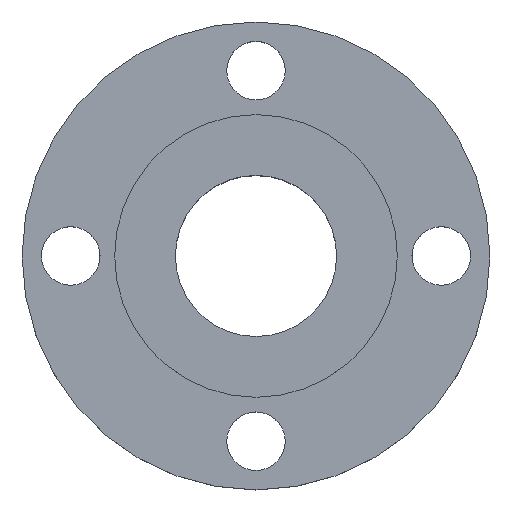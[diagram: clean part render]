
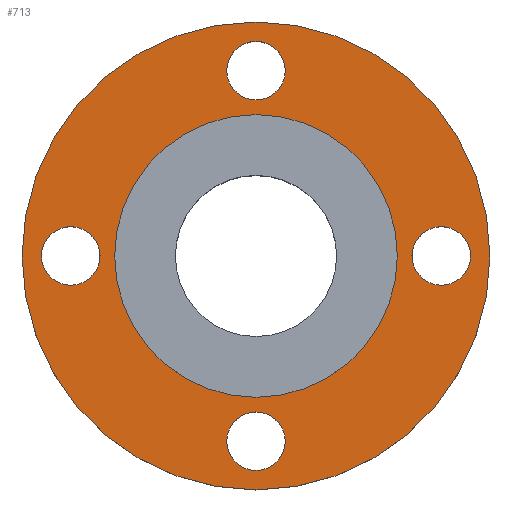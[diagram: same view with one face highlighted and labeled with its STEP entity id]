
A CAD part, top view. The second image highlights one B-rep face of the part: STEP entity #713.
In plain terms, the highlighted planar face has unit normal (0, 0, 1).
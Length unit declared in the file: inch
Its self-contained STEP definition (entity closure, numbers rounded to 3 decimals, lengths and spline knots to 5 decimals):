
#3 = EDGE_CURVE ( 'NONE', #815, #843, #665, .T. ) ;
#4 = FACE_BOUND ( 'NONE', #477, .T. ) ;
#11 = DIRECTION ( 'NONE',  ( -1., 0., 0. ) ) ;
#28 = CIRCLE ( 'NONE', #372, 0.375 ) ;
#33 = CARTESIAN_POINT ( 'NONE',  ( -2., 0., -0.0625 ) ) ;
#62 = DIRECTION ( 'NONE',  ( 1., 0., 0. ) ) ;
#64 = EDGE_LOOP ( 'NONE', ( #150, #131 ) ) ;
#79 = FACE_BOUND ( 'NONE', #86, .T. ) ;
#85 = CARTESIAN_POINT ( 'NONE',  ( 0., 0., -0.0625 ) ) ;
#86 = EDGE_LOOP ( 'NONE', ( #700, #415 ) ) ;
#114 = CARTESIAN_POINT ( 'NONE',  ( 0., 2.375, -0.0625 ) ) ;
#131 = ORIENTED_EDGE ( 'NONE', *, *, #3, .F. ) ;
#141 = DIRECTION ( 'NONE',  ( 0., 0., 1. ) ) ;
#147 = EDGE_LOOP ( 'NONE', ( #489, #840 ) ) ;
#150 = ORIENTED_EDGE ( 'NONE', *, *, #754, .F. ) ;
#172 = EDGE_CURVE ( 'NONE', #352, #355, #442, .T. ) ;
#177 = CIRCLE ( 'NONE', #603, 0.375 ) ;
#188 = EDGE_CURVE ( 'NONE', #201, #210, #28, .T. ) ;
#191 = CIRCLE ( 'NONE', #667, 0.375 ) ;
#195 = DIRECTION ( 'NONE',  ( 1., 0., 0. ) ) ;
#201 = VERTEX_POINT ( 'NONE', #841 ) ;
#202 = DIRECTION ( 'NONE',  ( 1., 0., 0. ) ) ;
#207 = AXIS2_PLACEMENT_3D ( 'NONE', #599, #723, #11 ) ;
#210 = VERTEX_POINT ( 'NONE', #783 ) ;
#212 = PLANE ( 'NONE',  #207 ) ;
#214 = EDGE_CURVE ( 'NONE', #685, #471, #468, .T. ) ;
#216 = EDGE_CURVE ( 'NONE', #613, #220, #177, .T. ) ;
#219 = AXIS2_PLACEMENT_3D ( 'NONE', #452, #705, #195 ) ;
#220 = VERTEX_POINT ( 'NONE', #422 ) ;
#228 = DIRECTION ( 'NONE',  ( 0., 0., 1. ) ) ;
#238 = CARTESIAN_POINT ( 'NONE',  ( 3., 0., -0.0625 ) ) ;
#245 = EDGE_CURVE ( 'NONE', #471, #685, #246, .T. ) ;
#246 = CIRCLE ( 'NONE', #719, 3. ) ;
#247 = AXIS2_PLACEMENT_3D ( 'NONE', #743, #552, #298 ) ;
#273 = FACE_BOUND ( 'NONE', #64, .T. ) ;
#287 = DIRECTION ( 'NONE',  ( 0., 0., 1. ) ) ;
#296 = DIRECTION ( 'NONE',  ( 0., 0., 1. ) ) ;
#297 = ORIENTED_EDGE ( 'NONE', *, *, #216, .F. ) ;
#298 = DIRECTION ( 'NONE',  ( -1., 0., 0. ) ) ;
#310 = CARTESIAN_POINT ( 'NONE',  ( -2.375, 0., -0.0625 ) ) ;
#312 = CARTESIAN_POINT ( 'NONE',  ( 0., -2.375, -0.0625 ) ) ;
#331 = CIRCLE ( 'NONE', #403, 0.375 ) ;
#343 = EDGE_CURVE ( 'NONE', #210, #201, #734, .T. ) ;
#345 = VERTEX_POINT ( 'NONE', #828 ) ;
#348 = CARTESIAN_POINT ( 'NONE',  ( 0., 0., -0.0625 ) ) ;
#352 = VERTEX_POINT ( 'NONE', #773 ) ;
#355 = VERTEX_POINT ( 'NONE', #503 ) ;
#372 = AXIS2_PLACEMENT_3D ( 'NONE', #462, #645, #852 ) ;
#375 = AXIS2_PLACEMENT_3D ( 'NONE', #608, #287, #406 ) ;
#382 = DIRECTION ( 'NONE',  ( 0., -1., 0. ) ) ;
#383 = DIRECTION ( 'NONE',  ( 0., 0., 1. ) ) ;
#403 = AXIS2_PLACEMENT_3D ( 'NONE', #554, #726, #668 ) ;
#406 = DIRECTION ( 'NONE',  ( 1., 0., 0. ) ) ;
#411 = EDGE_LOOP ( 'NONE', ( #675, #585 ) ) ;
#415 = ORIENTED_EDGE ( 'NONE', *, *, #172, .F. ) ;
#418 = ORIENTED_EDGE ( 'NONE', *, *, #343, .F. ) ;
#419 = FACE_BOUND ( 'NONE', #660, .T. ) ;
#422 = CARTESIAN_POINT ( 'NONE',  ( 0.375, 2.375, -0.0625 ) ) ;
#427 = EDGE_CURVE ( 'NONE', #345, #681, #780, .T. ) ;
#442 = CIRCLE ( 'NONE', #627, 1.8125 ) ;
#452 = CARTESIAN_POINT ( 'NONE',  ( 0., 0., -0.0625 ) ) ;
#457 = AXIS2_PLACEMENT_3D ( 'NONE', #310, #832, #630 ) ;
#462 = CARTESIAN_POINT ( 'NONE',  ( 2.375, 0., -0.0625 ) ) ;
#468 = CIRCLE ( 'NONE', #219, 3. ) ;
#471 = VERTEX_POINT ( 'NONE', #238 ) ;
#474 = FACE_BOUND ( 'NONE', #411, .T. ) ;
#477 = EDGE_LOOP ( 'NONE', ( #817, #297 ) ) ;
#482 = CARTESIAN_POINT ( 'NONE',  ( -3., 0., -0.0625 ) ) ;
#489 = ORIENTED_EDGE ( 'NONE', *, *, #245, .T. ) ;
#503 = CARTESIAN_POINT ( 'NONE',  ( 1.8125, 0., -0.0625 ) ) ;
#507 = EDGE_CURVE ( 'NONE', #220, #613, #191, .T. ) ;
#552 = DIRECTION ( 'NONE',  ( 0., 0., 1. ) ) ;
#554 = CARTESIAN_POINT ( 'NONE',  ( 0., -2.375, -0.0625 ) ) ;
#563 = AXIS2_PLACEMENT_3D ( 'NONE', #312, #573, #632 ) ;
#573 = DIRECTION ( 'NONE',  ( 0., 0., 1. ) ) ;
#584 = DIRECTION ( 'NONE',  ( 0., 0., 1. ) ) ;
#585 = ORIENTED_EDGE ( 'NONE', *, *, #759, .F. ) ;
#599 = CARTESIAN_POINT ( 'NONE',  ( 0., 1.8125, -0.0625 ) ) ;
#603 = AXIS2_PLACEMENT_3D ( 'NONE', #114, #228, #784 ) ;
#608 = CARTESIAN_POINT ( 'NONE',  ( -2.375, 0., -0.0625 ) ) ;
#613 = VERTEX_POINT ( 'NONE', #649 ) ;
#618 = AXIS2_PLACEMENT_3D ( 'NONE', #348, #141, #671 ) ;
#627 = AXIS2_PLACEMENT_3D ( 'NONE', #775, #383, #202 ) ;
#630 = DIRECTION ( 'NONE',  ( 1., 0., 0. ) ) ;
#632 = DIRECTION ( 'NONE',  ( 0., 1., 0. ) ) ;
#639 = ORIENTED_EDGE ( 'NONE', *, *, #188, .F. ) ;
#645 = DIRECTION ( 'NONE',  ( 0., 0., 1. ) ) ;
#649 = CARTESIAN_POINT ( 'NONE',  ( -0.375, 2.375, -0.0625 ) ) ;
#660 = EDGE_LOOP ( 'NONE', ( #639, #418 ) ) ;
#665 = CIRCLE ( 'NONE', #457, 0.375 ) ;
#667 = AXIS2_PLACEMENT_3D ( 'NONE', #839, #584, #382 ) ;
#668 = DIRECTION ( 'NONE',  ( 0., 1., 0. ) ) ;
#671 = DIRECTION ( 'NONE',  ( 1., 0., 0. ) ) ;
#675 = ORIENTED_EDGE ( 'NONE', *, *, #427, .F. ) ;
#681 = VERTEX_POINT ( 'NONE', #736 ) ;
#683 = CARTESIAN_POINT ( 'NONE',  ( -2.75, 0., -0.0625 ) ) ;
#685 = VERTEX_POINT ( 'NONE', #482 ) ;
#700 = ORIENTED_EDGE ( 'NONE', *, *, #741, .F. ) ;
#705 = DIRECTION ( 'NONE',  ( 0., 0., 1. ) ) ;
#713 = ADVANCED_FACE ( 'NONE', ( #4, #419, #474, #273, #79, #802 ), #212, .F. ) ;
#719 = AXIS2_PLACEMENT_3D ( 'NONE', #85, #296, #62 ) ;
#723 = DIRECTION ( 'NONE',  ( 0., 0., -1. ) ) ;
#726 = DIRECTION ( 'NONE',  ( 0., 0., 1. ) ) ;
#734 = CIRCLE ( 'NONE', #247, 0.375 ) ;
#736 = CARTESIAN_POINT ( 'NONE',  ( -0.375, -2.375, -0.0625 ) ) ;
#741 = EDGE_CURVE ( 'NONE', #355, #352, #811, .T. ) ;
#743 = CARTESIAN_POINT ( 'NONE',  ( 2.375, 0., -0.0625 ) ) ;
#754 = EDGE_CURVE ( 'NONE', #843, #815, #849, .T. ) ;
#759 = EDGE_CURVE ( 'NONE', #681, #345, #331, .T. ) ;
#773 = CARTESIAN_POINT ( 'NONE',  ( -1.8125, 0., -0.0625 ) ) ;
#775 = CARTESIAN_POINT ( 'NONE',  ( 0., 0., -0.0625 ) ) ;
#780 = CIRCLE ( 'NONE', #563, 0.375 ) ;
#783 = CARTESIAN_POINT ( 'NONE',  ( 2., 0., -0.0625 ) ) ;
#784 = DIRECTION ( 'NONE',  ( 0., -1., 0. ) ) ;
#802 = FACE_OUTER_BOUND ( 'NONE', #147, .T. ) ;
#811 = CIRCLE ( 'NONE', #618, 1.8125 ) ;
#815 = VERTEX_POINT ( 'NONE', #683 ) ;
#817 = ORIENTED_EDGE ( 'NONE', *, *, #507, .F. ) ;
#828 = CARTESIAN_POINT ( 'NONE',  ( 0.375, -2.375, -0.0625 ) ) ;
#832 = DIRECTION ( 'NONE',  ( 0., 0., 1. ) ) ;
#839 = CARTESIAN_POINT ( 'NONE',  ( 0., 2.375, -0.0625 ) ) ;
#840 = ORIENTED_EDGE ( 'NONE', *, *, #214, .T. ) ;
#841 = CARTESIAN_POINT ( 'NONE',  ( 2.75, 0., -0.0625 ) ) ;
#843 = VERTEX_POINT ( 'NONE', #33 ) ;
#849 = CIRCLE ( 'NONE', #375, 0.375 ) ;
#852 = DIRECTION ( 'NONE',  ( -1., 0., 0. ) ) ;
